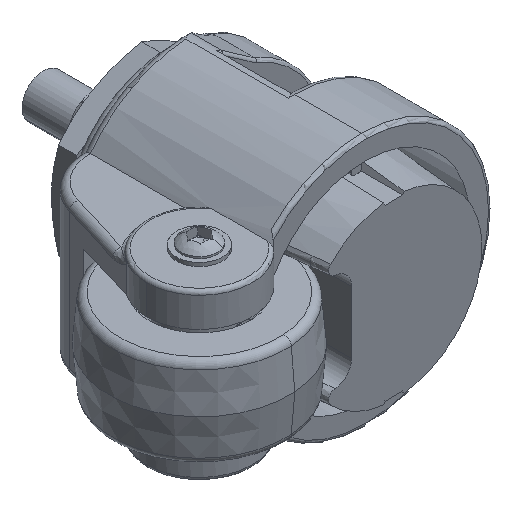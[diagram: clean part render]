
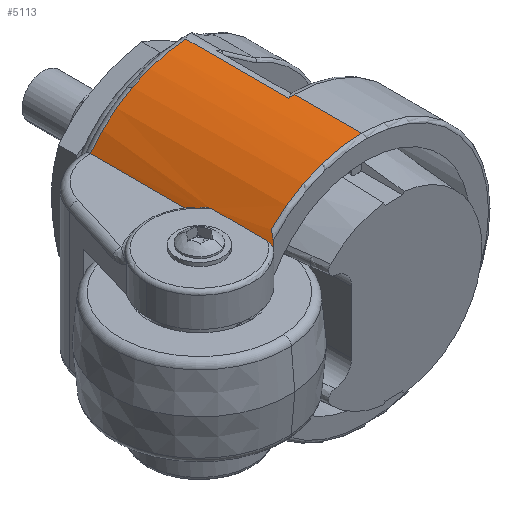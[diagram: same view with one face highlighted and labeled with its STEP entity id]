
A CAD part, isometric view. The second image highlights one B-rep face of the part: STEP entity #5113.
In plain terms, the highlighted cylindrical face has radius 35.5 mm (diameter 71 mm), a partial arc.
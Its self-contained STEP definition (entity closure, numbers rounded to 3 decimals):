
#450 = CARTESIAN_POINT ( 'NONE',  ( 0., 57., 35.5 ) ) ;
#607 = CARTESIAN_POINT ( 'NONE',  ( -1.764, 55., 35.456 ) ) ;
#896 = ORIENTED_EDGE ( 'NONE', *, *, #1177, .T. ) ;
#1177 = EDGE_CURVE ( 'NONE', #12603, #15599, #3878, .T. ) ;
#1203 = VECTOR ( 'NONE', #8840, 1000. ) ;
#1339 = CARTESIAN_POINT ( 'NONE',  ( -26.956, 6.658, 23.1 ) ) ;
#1468 = CARTESIAN_POINT ( 'NONE',  ( -27.362, 4.782, 22.628 ) ) ;
#1649 = CARTESIAN_POINT ( 'NONE',  ( -25.405, 7.5, 24.796 ) ) ;
#1823 = CARTESIAN_POINT ( 'NONE',  ( -27.655, 4.503, 22.259 ) ) ;
#2283 = CARTESIAN_POINT ( 'NONE',  ( -26.956, 22.843, 23.1 ) ) ;
#2938 = EDGE_LOOP ( 'NONE', ( #9411, #14621, #8709, #8313, #15102, #13188, #19094, #896, #12528, #4835, #20205 ) ) ;
#3428 = FACE_OUTER_BOUND ( 'NONE', #2938, .T. ) ;
#3774 = CARTESIAN_POINT ( 'NONE',  ( -27.116, 5.702, 22.913 ) ) ;
#3793 = CARTESIAN_POINT ( 'NONE',  ( -28.521, 26.747, 21.138 ) ) ;
#3808 = CARTESIAN_POINT ( 'NONE',  ( -28.549, 57., 21.1 ) ) ;
#3878 = LINE ( 'NONE', #11924, #8210 ) ;
#4091 = CARTESIAN_POINT ( 'NONE',  ( -26.981, 23.086, 23.072 ) ) ;
#4217 = CARTESIAN_POINT ( 'NONE',  ( 0., 7.5, 0. ) ) ;
#4803 = VECTOR ( 'NONE', #25647, 1000. ) ;
#4835 = ORIENTED_EDGE ( 'NONE', *, *, #23092, .F. ) ;
#5113 = ADVANCED_FACE ( 'NONE', ( #3428 ), #13671, .T. ) ;
#5497 = DIRECTION ( 'NONE',  ( 0., -1., 0. ) ) ;
#5865 = CARTESIAN_POINT ( 'NONE',  ( -27.782, 4.358, 22.1 ) ) ;
#6032 = CARTESIAN_POINT ( 'NONE',  ( -27.116, 23.797, 22.913 ) ) ;
#6244 = EDGE_CURVE ( 'NONE', #14778, #19339, #19009, .T. ) ;
#6302 = CARTESIAN_POINT ( 'NONE',  ( -27.782, 25.142, 22.1 ) ) ;
#6698 = EDGE_CURVE ( 'NONE', #19339, #21305, #22512, .T. ) ;
#7399 = AXIS2_PLACEMENT_3D ( 'NONE', #12790, #8746, #25008 ) ;
#7504 = VERTEX_POINT ( 'NONE', #20850 ) ;
#8003 = DIRECTION ( 'NONE',  ( 0., 1., 0. ) ) ;
#8115 = DIRECTION ( 'NONE',  ( 1., 0., 0. ) ) ;
#8210 = VECTOR ( 'NONE', #21815, 1000. ) ;
#8313 = ORIENTED_EDGE ( 'NONE', *, *, #15402, .T. ) ;
#8358 = DIRECTION ( 'NONE',  ( 0., -1., 0. ) ) ;
#8377 = CARTESIAN_POINT ( 'NONE',  ( -28.549, 55., 21.1 ) ) ;
#8709 = ORIENTED_EDGE ( 'NONE', *, *, #6698, .T. ) ;
#8746 = DIRECTION ( 'NONE',  ( 0., -1., 0. ) ) ;
#8840 = DIRECTION ( 'NONE',  ( 0., 1., 0. ) ) ;
#9209 = EDGE_CURVE ( 'NONE', #15599, #20839, #21665, .T. ) ;
#9304 = B_SPLINE_CURVE_WITH_KNOTS ( 'NONE', 3,
 ( #11721, #14270, #13529, #19388, #1468, #5865 ),
 .UNSPECIFIED., .F., .F.,
 ( 4, 2, 4 ),
 ( -0.001, 0.001, 0.003 ),
 .UNSPECIFIED. ) ;
#9355 = CARTESIAN_POINT ( 'NONE',  ( -27.541, 4.67, 22.4 ) ) ;
#9411 = ORIENTED_EDGE ( 'NONE', *, *, #14172, .F. ) ;
#9514 = CARTESIAN_POINT ( 'NONE',  ( -28.243, 25.837, 21.508 ) ) ;
#9617 = CARTESIAN_POINT ( 'NONE',  ( -27.716, 4.425, 22.183 ) ) ;
#10016 = CARTESIAN_POINT ( 'NONE',  ( -28.549, 27.158, 21.1 ) ) ;
#10188 = CARTESIAN_POINT ( 'NONE',  ( -27.537, 24.836, 22.405 ) ) ;
#10434 = VERTEX_POINT ( 'NONE', #24654 ) ;
#10944 = DIRECTION ( 'NONE',  ( 0., -1., 0. ) ) ;
#11322 = CARTESIAN_POINT ( 'NONE',  ( -27.488, 4.761, 22.465 ) ) ;
#11569 = CARTESIAN_POINT ( 'NONE',  ( -27.34, 5.048, 22.645 ) ) ;
#11660 = CARTESIAN_POINT ( 'NONE',  ( 0., 26.3, 35.5 ) ) ;
#11721 = CARTESIAN_POINT ( 'NONE',  ( -25.405, 7.5, 24.796 ) ) ;
#11919 = CARTESIAN_POINT ( 'NONE',  ( -27.782, 4.358, 22.1 ) ) ;
#11924 = CARTESIAN_POINT ( 'NONE',  ( -26.956, 57., 23.1 ) ) ;
#12257 = LINE ( 'NONE', #450, #13631 ) ;
#12347 = AXIS2_PLACEMENT_3D ( 'NONE', #19532, #5497, #15240 ) ;
#12528 = ORIENTED_EDGE ( 'NONE', *, *, #9209, .T. ) ;
#12603 = VERTEX_POINT ( 'NONE', #21217 ) ;
#12783 = DIRECTION ( 'NONE',  ( -1., 0., 0. ) ) ;
#12790 = CARTESIAN_POINT ( 'NONE',  ( 0., 55., 0. ) ) ;
#13188 = ORIENTED_EDGE ( 'NONE', *, *, #24363, .T. ) ;
#13275 = CARTESIAN_POINT ( 'NONE',  ( -26.956, 6.907, 23.1 ) ) ;
#13529 = CARTESIAN_POINT ( 'NONE',  ( -26.146, 6.294, 24.02 ) ) ;
#13535 = CARTESIAN_POINT ( 'NONE',  ( -28.436, 26.361, 21.252 ) ) ;
#13631 = VECTOR ( 'NONE', #8358, 1000. ) ;
#13671 = CYLINDRICAL_SURFACE ( 'NONE', #12347, 35.5 ) ;
#14110 = CARTESIAN_POINT ( 'NONE',  ( -27.338, 24.449, 22.647 ) ) ;
#14172 = EDGE_CURVE ( 'NONE', #14778, #17075, #12257, .T. ) ;
#14185 = B_SPLINE_CURVE_WITH_KNOTS ( 'NONE', 3,
 ( #6302, #22045, #10188, #14110, #20094, #6032, #21900, #4091, #2283, #18257 ),
 .UNSPECIFIED., .F., .F.,
 ( 4, 2, 2, 2, 4 ),
 ( 0., 0.001, 0.001, 0.002, 0.003 ),
 .UNSPECIFIED. ) ;
#14270 = CARTESIAN_POINT ( 'NONE',  ( -25.759, 6.873, 24.434 ) ) ;
#14621 = ORIENTED_EDGE ( 'NONE', *, *, #6244, .T. ) ;
#14778 = VERTEX_POINT ( 'NONE', #11660 ) ;
#14829 = CARTESIAN_POINT ( 'NONE',  ( -1.764, 57., 35.456 ) ) ;
#14976 = CARTESIAN_POINT ( 'NONE',  ( -1.764, 26.3, 35.456 ) ) ;
#15102 = ORIENTED_EDGE ( 'NONE', *, *, #19000, .T. ) ;
#15240 = DIRECTION ( 'NONE',  ( 0., 0., -1. ) ) ;
#15353 = CARTESIAN_POINT ( 'NONE',  ( 0., 7.5, 35.5 ) ) ;
#15402 = EDGE_CURVE ( 'NONE', #21305, #18795, #23180, .T. ) ;
#15589 = CARTESIAN_POINT ( 'NONE',  ( -27.255, 5.26, 22.747 ) ) ;
#15599 = VERTEX_POINT ( 'NONE', #16368 ) ;
#16368 = CARTESIAN_POINT ( 'NONE',  ( -26.956, 6.907, 23.1 ) ) ;
#17075 = VERTEX_POINT ( 'NONE', #15353 ) ;
#17341 = AXIS2_PLACEMENT_3D ( 'NONE', #24488, #10944, #12783 ) ;
#17437 = CARTESIAN_POINT ( 'NONE',  ( -27.989, 25.385, 21.838 ) ) ;
#17948 = CARTESIAN_POINT ( 'NONE',  ( -27.891, 25.251, 21.963 ) ) ;
#18257 = CARTESIAN_POINT ( 'NONE',  ( -26.956, 22.593, 23.1 ) ) ;
#18795 = VERTEX_POINT ( 'NONE', #8377 ) ;
#19000 = EDGE_CURVE ( 'NONE', #18795, #10434, #22011, .T. ) ;
#19009 = CIRCLE ( 'NONE', #17341, 35.5 ) ;
#19094 = ORIENTED_EDGE ( 'NONE', *, *, #25124, .T. ) ;
#19339 = VERTEX_POINT ( 'NONE', #14976 ) ;
#19388 = CARTESIAN_POINT ( 'NONE',  ( -26.948, 5.25, 23.118 ) ) ;
#19508 = CARTESIAN_POINT ( 'NONE',  ( -27.782, 4.358, 22.1 ) ) ;
#19527 = CARTESIAN_POINT ( 'NONE',  ( -28.164, 25.676, 21.611 ) ) ;
#19532 = CARTESIAN_POINT ( 'NONE',  ( 0., 57., 0. ) ) ;
#19616 = CIRCLE ( 'NONE', #20872, 35.5 ) ;
#20094 = CARTESIAN_POINT ( 'NONE',  ( -27.255, 24.24, 22.747 ) ) ;
#20205 = ORIENTED_EDGE ( 'NONE', *, *, #25018, .T. ) ;
#20839 = VERTEX_POINT ( 'NONE', #11919 ) ;
#20850 = CARTESIAN_POINT ( 'NONE',  ( -27.782, 25.142, 22.1 ) ) ;
#20872 = AXIS2_PLACEMENT_3D ( 'NONE', #4217, #8003, #8115 ) ;
#21210 = CARTESIAN_POINT ( 'NONE',  ( -27.06, 5.936, 22.979 ) ) ;
#21217 = CARTESIAN_POINT ( 'NONE',  ( -26.956, 22.593, 23.1 ) ) ;
#21305 = VERTEX_POINT ( 'NONE', #607 ) ;
#21336 = CARTESIAN_POINT ( 'NONE',  ( -26.98, 6.414, 23.072 ) ) ;
#21610 = CARTESIAN_POINT ( 'NONE',  ( -28.549, 26.95, 21.1 ) ) ;
#21665 = B_SPLINE_CURVE_WITH_KNOTS ( 'NONE', 3,
 ( #13275, #1339, #21336, #21210, #3774, #15589, #11569, #11322, #9355, #1823, #9617, #19508 ),
 .UNSPECIFIED., .F., .F.,
 ( 4, 2, 2, 2, 2, 4 ),
 ( 0., 0.001, 0.001, 0.002, 0.003, 0.003 ),
 .UNSPECIFIED. ) ;
#21736 = CARTESIAN_POINT ( 'NONE',  ( -27.782, 25.142, 22.1 ) ) ;
#21815 = DIRECTION ( 'NONE',  ( 0., -1., 0. ) ) ;
#21900 = CARTESIAN_POINT ( 'NONE',  ( -27.059, 23.562, 22.979 ) ) ;
#22011 = LINE ( 'NONE', #3808, #4803 ) ;
#22045 = CARTESIAN_POINT ( 'NONE',  ( -27.65, 25.008, 22.266 ) ) ;
#22512 = LINE ( 'NONE', #14829, #1203 ) ;
#23092 = EDGE_CURVE ( 'NONE', #24909, #20839, #9304, .T. ) ;
#23180 = CIRCLE ( 'NONE', #7399, 35.5 ) ;
#23931 = CARTESIAN_POINT ( 'NONE',  ( -28.379, 26.181, 21.328 ) ) ;
#24363 = EDGE_CURVE ( 'NONE', #10434, #7504, #24463, .T. ) ;
#24463 = B_SPLINE_CURVE_WITH_KNOTS ( 'NONE', 3,
 ( #10016, #21610, #3793, #13535, #23931, #9514, #19527, #17437, #17948, #21736 ),
 .UNSPECIFIED., .F., .F.,
 ( 4, 2, 2, 2, 4 ),
 ( 0., 0.001, 0.001, 0.002, 0.002 ),
 .UNSPECIFIED. ) ;
#24488 = CARTESIAN_POINT ( 'NONE',  ( 0., 26.3, 0. ) ) ;
#24654 = CARTESIAN_POINT ( 'NONE',  ( -28.549, 27.158, 21.1 ) ) ;
#24909 = VERTEX_POINT ( 'NONE', #1649 ) ;
#25008 = DIRECTION ( 'NONE',  ( 0., 0., 1. ) ) ;
#25018 = EDGE_CURVE ( 'NONE', #24909, #17075, #19616, .T. ) ;
#25124 = EDGE_CURVE ( 'NONE', #7504, #12603, #14185, .T. ) ;
#25647 = DIRECTION ( 'NONE',  ( 0., -1., 0. ) ) ;
